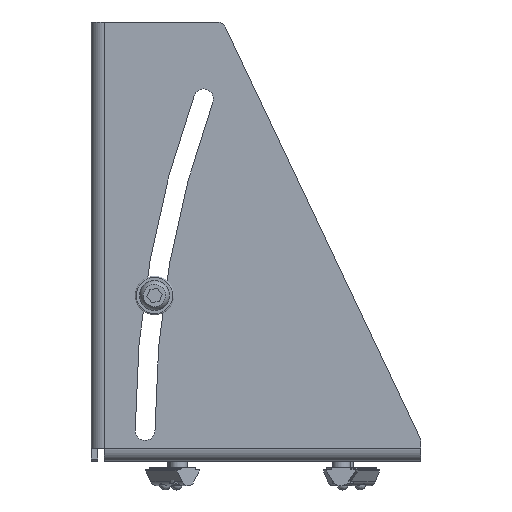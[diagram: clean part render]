
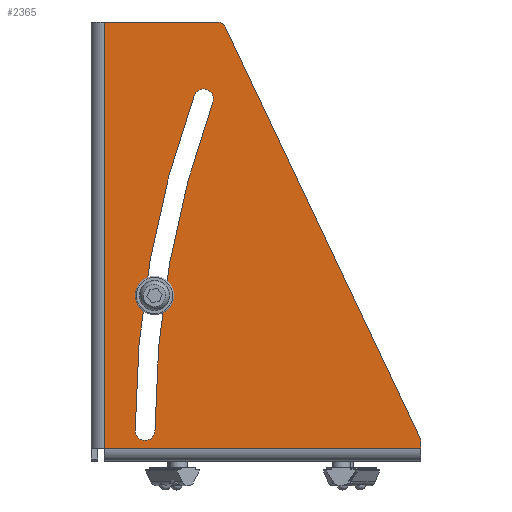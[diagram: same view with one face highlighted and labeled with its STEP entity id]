
A CAD part, front view. The second image highlights one B-rep face of the part: STEP entity #2365.
In plain terms, the highlighted planar face has unit normal (0, -1, 0).
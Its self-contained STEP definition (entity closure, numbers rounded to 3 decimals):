
#116=FACE_BOUND('',#367,.T.);
#143=PLANE('',#2606);
#228=FACE_OUTER_BOUND('',#366,.T.);
#366=EDGE_LOOP('',(#1689,#1690,#1691,#1692,#1693,#1694,#1695));
#367=EDGE_LOOP('',(#1696,#1697,#1698,#1699));
#542=LINE('',#3748,#745);
#543=LINE('',#3752,#746);
#544=LINE('',#3754,#747);
#545=LINE('',#3756,#748);
#546=LINE('',#3757,#749);
#745=VECTOR('',#2969,206.807);
#746=VECTOR('',#2972,51.469);
#747=VECTOR('',#2973,194.);
#748=VECTOR('',#2974,144.);
#749=VECTOR('',#2975,3.101);
#926=CIRCLE('',#2605,4.);
#927=CIRCLE('',#2607,4.);
#928=CIRCLE('',#2608,446.);
#929=CIRCLE('',#2609,4.5);
#930=CIRCLE('',#2610,437.);
#931=CIRCLE('',#2611,4.5);
#1078=VERTEX_POINT('',#3741);
#1079=VERTEX_POINT('',#3743);
#1080=VERTEX_POINT('',#3747);
#1081=VERTEX_POINT('',#3749);
#1082=VERTEX_POINT('',#3751);
#1083=VERTEX_POINT('',#3753);
#1084=VERTEX_POINT('',#3755);
#1085=VERTEX_POINT('',#3758);
#1086=VERTEX_POINT('',#3759);
#1087=VERTEX_POINT('',#3761);
#1088=VERTEX_POINT('',#3763);
#1317=EDGE_CURVE('',#1078,#1079,#926,.T.);
#1319=EDGE_CURVE('',#1080,#1078,#542,.T.);
#1320=EDGE_CURVE('',#1081,#1080,#927,.T.);
#1321=EDGE_CURVE('',#1082,#1081,#543,.T.);
#1322=EDGE_CURVE('',#1083,#1082,#544,.T.);
#1323=EDGE_CURVE('',#1084,#1083,#545,.T.);
#1324=EDGE_CURVE('',#1084,#1079,#546,.T.);
#1325=EDGE_CURVE('',#1085,#1086,#928,.T.);
#1326=EDGE_CURVE('',#1087,#1085,#929,.T.);
#1327=EDGE_CURVE('',#1088,#1087,#930,.T.);
#1328=EDGE_CURVE('',#1086,#1088,#931,.T.);
#1689=ORIENTED_EDGE('',*,*,#1317,.F.);
#1690=ORIENTED_EDGE('',*,*,#1319,.F.);
#1691=ORIENTED_EDGE('',*,*,#1320,.F.);
#1692=ORIENTED_EDGE('',*,*,#1321,.F.);
#1693=ORIENTED_EDGE('',*,*,#1322,.F.);
#1694=ORIENTED_EDGE('',*,*,#1323,.F.);
#1695=ORIENTED_EDGE('',*,*,#1324,.T.);
#1696=ORIENTED_EDGE('',*,*,#1325,.F.);
#1697=ORIENTED_EDGE('',*,*,#1326,.F.);
#1698=ORIENTED_EDGE('',*,*,#1327,.F.);
#1699=ORIENTED_EDGE('',*,*,#1328,.F.);
#2365=ADVANCED_FACE('',(#228,#116),#143,.F.);
#2605=AXIS2_PLACEMENT_3D('',#3744,#2964,#2965);
#2606=AXIS2_PLACEMENT_3D('',#3746,#2967,#2968);
#2607=AXIS2_PLACEMENT_3D('',#3750,#2970,#2971);
#2608=AXIS2_PLACEMENT_3D('',#3760,#2976,#2977);
#2609=AXIS2_PLACEMENT_3D('',#3762,#2978,#2979);
#2610=AXIS2_PLACEMENT_3D('',#3764,#2980,#2981);
#2611=AXIS2_PLACEMENT_3D('',#3765,#2982,#2983);
#2964=DIRECTION('center_axis',(0.,1.,0.));
#2965=DIRECTION('ref_axis',(0.976,0.,0.219));
#2967=DIRECTION('center_axis',(0.,1.,0.));
#2968=DIRECTION('ref_axis',(0.,0.,1.));
#2969=DIRECTION('',(0.428,0.,-0.904));
#2970=DIRECTION('center_axis',(0.,1.,0.));
#2971=DIRECTION('ref_axis',(0.535,0.,0.845));
#2972=DIRECTION('',(1.,0.,0.));
#2973=DIRECTION('',(0.,0.,1.));
#2974=DIRECTION('',(-1.,0.,0.));
#2975=DIRECTION('',(0.,0.,1.));
#2976=DIRECTION('center_axis',(0.,-1.,0.));
#2977=DIRECTION('ref_axis',(1.,0.,0.));
#2978=DIRECTION('center_axis',(0.,-1.,0.));
#2979=DIRECTION('ref_axis',(0.94,0.,-0.342));
#2980=DIRECTION('center_axis',(0.,1.,0.));
#2981=DIRECTION('ref_axis',(-1.,0.,0.));
#2982=DIRECTION('center_axis',(0.,-1.,0.));
#2983=DIRECTION('ref_axis',(-1.,0.,0.));
#3741=CARTESIAN_POINT('',(74.615,3.,-139.187));
#3743=CARTESIAN_POINT('',(75.,3.,-140.899));
#3744=CARTESIAN_POINT('Origin',(71.,3.,-140.899));
#3746=CARTESIAN_POINT('Origin',(0.,3.,0.));
#3747=CARTESIAN_POINT('',(-13.916,3.,47.712));
#3748=CARTESIAN_POINT('',(41.046,3.,-68.32));
#3749=CARTESIAN_POINT('',(-17.531,3.,50.));
#3750=CARTESIAN_POINT('Origin',(-17.531,3.,46.));
#3751=CARTESIAN_POINT('',(-69.,3.,50.));
#3752=CARTESIAN_POINT('',(-7.5,3.,50.));
#3753=CARTESIAN_POINT('',(-69.,3.,-144.));
#3754=CARTESIAN_POINT('',(-69.,3.,-75.));
#3755=CARTESIAN_POINT('',(75.,3.,-144.));
#3756=CARTESIAN_POINT('',(37.5,3.,-144.));
#3757=CARTESIAN_POINT('',(75.,3.,150.));
#3758=CARTESIAN_POINT('',(-28.103,3.,16.541));
#3759=CARTESIAN_POINT('',(-55.,3.,-136.));
#3760=CARTESIAN_POINT('Origin',(391.,3.,-136.));
#3761=CARTESIAN_POINT('',(-19.646,3.,13.463));
#3762=CARTESIAN_POINT('Origin',(-23.874,3.,15.002));
#3763=CARTESIAN_POINT('',(-46.,3.,-136.));
#3764=CARTESIAN_POINT('Origin',(391.,3.,-136.));
#3765=CARTESIAN_POINT('Origin',(-50.5,3.,-136.));
